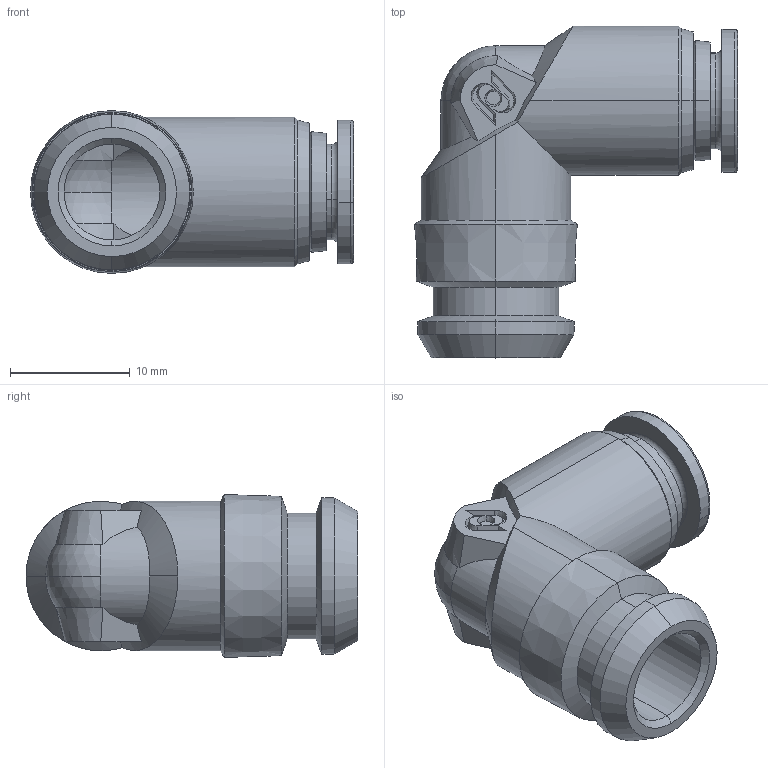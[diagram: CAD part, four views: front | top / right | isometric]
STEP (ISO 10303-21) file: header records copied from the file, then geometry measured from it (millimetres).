
FILE_DESCRIPTION (( 'STEP AP214' ), '1' );
FILE_NAME ('5910000012A.STEP', '2016-05-12T14:58:17', ( '' ), ( '' ), 'SwSTEP 2.0', 'SolidWorks 2016', '' );
FILE_SCHEMA (( 'AUTOMOTIVE_DESIGN' ));
Length unit declared in the file: millimetre
Products named in the file (1): 5910000012A
Bounding box: 27.01 x 27.75 x 13.62 mm (x, y, z)
Surface area: 2399.7 mm2 (no closed solid volume)
Topology: 0 solids, 3 shells, 138 faces, 373 edges, 248 vertices
Faces by surface type: plane 42, cone 38, bspline 32, cylinder 20, torus 4, sphere 2
Entity records: 8013 total; most frequent: CARTESIAN_POINT 3269, ORIENTED_EDGE 718, DIRECTION 557, EDGE_CURVE 373, VERTEX_POINT 248, AXIS2_PLACEMENT_3D 206, EDGE_LOOP 155, LINE 145
